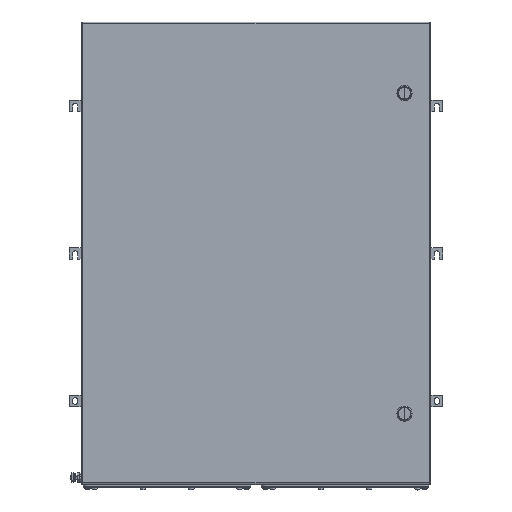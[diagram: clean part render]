
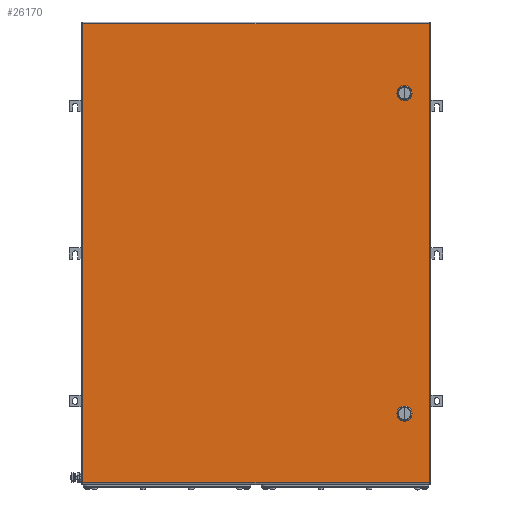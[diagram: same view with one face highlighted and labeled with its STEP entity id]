
A CAD part, top view. The second image highlights one B-rep face of the part: STEP entity #26170.
In plain terms, the highlighted planar face has unit normal (0, 0, 1).
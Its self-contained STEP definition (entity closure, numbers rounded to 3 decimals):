
#25984=AXIS2_PLACEMENT_3D('Circle Axis2P3D',#25982,#25983,$) ;
#26011=AXIS2_PLACEMENT_3D('Plane Axis2P3D',#26008,#26009,#26010) ;
#26056=AXIS2_PLACEMENT_3D('Circle Axis2P3D',#26054,#26055,$) ;
#26070=AXIS2_PLACEMENT_3D('Circle Axis2P3D',#26068,#26069,$) ;
#26084=AXIS2_PLACEMENT_3D('Circle Axis2P3D',#26082,#26083,$) ;
#26106=AXIS2_PLACEMENT_3D('Circle Axis2P3D',#26104,#26105,$) ;
#26122=AXIS2_PLACEMENT_3D('Circle Axis2P3D',#26120,#26121,$) ;
#26136=AXIS2_PLACEMENT_3D('Circle Axis2P3D',#26134,#26135,$) ;
#26150=AXIS2_PLACEMENT_3D('Circle Axis2P3D',#26148,#26149,$) ;
#25979=CARTESIAN_POINT('Vertex',(715.056,830.45,203.5)) ;
#25982=CARTESIAN_POINT('Axis2P3D Location',(710.,840.5,203.5)) ;
#25986=CARTESIAN_POINT('Vertex',(720.05,835.444,203.5)) ;
#26008=CARTESIAN_POINT('Axis2P3D Location',(395.5,501.,203.5)) ;
#26013=CARTESIAN_POINT('Line Origine',(395.5,987.5,203.5)) ;
#26017=CARTESIAN_POINT('Vertex',(762.,987.5,203.5)) ;
#26019=CARTESIAN_POINT('Vertex',(29.,987.5,203.5)) ;
#26022=CARTESIAN_POINT('Line Origine',(29.,501.,203.5)) ;
#26026=CARTESIAN_POINT('Vertex',(29.,14.5,203.5)) ;
#26029=CARTESIAN_POINT('Line Origine',(395.5,14.5,203.5)) ;
#26033=CARTESIAN_POINT('Vertex',(762.,14.5,203.5)) ;
#26036=CARTESIAN_POINT('Line Origine',(762.,501.,203.5)) ;
#26047=CARTESIAN_POINT('Line Origine',(710.,830.45,203.5)) ;
#26051=CARTESIAN_POINT('Vertex',(704.944,830.45,203.5)) ;
#26054=CARTESIAN_POINT('Axis2P3D Location',(710.,840.5,203.5)) ;
#26058=CARTESIAN_POINT('Vertex',(699.95,835.444,203.5)) ;
#26061=CARTESIAN_POINT('Line Origine',(699.95,840.5,203.5)) ;
#26065=CARTESIAN_POINT('Vertex',(699.95,845.556,203.5)) ;
#26068=CARTESIAN_POINT('Axis2P3D Location',(710.,840.5,203.5)) ;
#26072=CARTESIAN_POINT('Vertex',(704.944,850.55,203.5)) ;
#26075=CARTESIAN_POINT('Line Origine',(710.,850.55,203.5)) ;
#26079=CARTESIAN_POINT('Vertex',(715.056,850.55,203.5)) ;
#26082=CARTESIAN_POINT('Axis2P3D Location',(710.,840.5,203.5)) ;
#26086=CARTESIAN_POINT('Vertex',(720.05,845.556,203.5)) ;
#26089=CARTESIAN_POINT('Line Origine',(720.05,840.5,203.5)) ;
#26104=CARTESIAN_POINT('Axis2P3D Location',(710.,161.5,203.5)) ;
#26108=CARTESIAN_POINT('Vertex',(715.056,151.45,203.5)) ;
#26110=CARTESIAN_POINT('Vertex',(720.05,156.444,203.5)) ;
#26113=CARTESIAN_POINT('Line Origine',(710.,151.45,203.5)) ;
#26117=CARTESIAN_POINT('Vertex',(704.944,151.45,203.5)) ;
#26120=CARTESIAN_POINT('Axis2P3D Location',(710.,161.5,203.5)) ;
#26124=CARTESIAN_POINT('Vertex',(699.95,156.444,203.5)) ;
#26127=CARTESIAN_POINT('Line Origine',(699.95,161.5,203.5)) ;
#26131=CARTESIAN_POINT('Vertex',(699.95,166.556,203.5)) ;
#26134=CARTESIAN_POINT('Axis2P3D Location',(710.,161.5,203.5)) ;
#26138=CARTESIAN_POINT('Vertex',(704.944,171.55,203.5)) ;
#26141=CARTESIAN_POINT('Line Origine',(710.,171.55,203.5)) ;
#26145=CARTESIAN_POINT('Vertex',(715.056,171.55,203.5)) ;
#26148=CARTESIAN_POINT('Axis2P3D Location',(710.,161.5,203.5)) ;
#26152=CARTESIAN_POINT('Vertex',(720.05,166.556,203.5)) ;
#26155=CARTESIAN_POINT('Line Origine',(720.05,161.5,203.5)) ;
#25983=DIRECTION('Axis2P3D Direction',(0.,0.,1.)) ;
#26009=DIRECTION('Axis2P3D Direction',(0.,0.,1.)) ;
#26010=DIRECTION('Axis2P3D XDirection',(1.,0.,0.)) ;
#26014=DIRECTION('Vector Direction',(1.,0.,0.)) ;
#26023=DIRECTION('Vector Direction',(0.,-1.,0.)) ;
#26030=DIRECTION('Vector Direction',(1.,0.,0.)) ;
#26037=DIRECTION('Vector Direction',(0.,1.,0.)) ;
#26048=DIRECTION('Vector Direction',(1.,0.,0.)) ;
#26055=DIRECTION('Axis2P3D Direction',(0.,0.,1.)) ;
#26062=DIRECTION('Vector Direction',(0.,1.,0.)) ;
#26069=DIRECTION('Axis2P3D Direction',(0.,0.,1.)) ;
#26076=DIRECTION('Vector Direction',(1.,0.,0.)) ;
#26083=DIRECTION('Axis2P3D Direction',(0.,0.,1.)) ;
#26090=DIRECTION('Vector Direction',(0.,-1.,0.)) ;
#26105=DIRECTION('Axis2P3D Direction',(0.,0.,1.)) ;
#26114=DIRECTION('Vector Direction',(1.,0.,0.)) ;
#26121=DIRECTION('Axis2P3D Direction',(0.,0.,1.)) ;
#26128=DIRECTION('Vector Direction',(0.,1.,0.)) ;
#26135=DIRECTION('Axis2P3D Direction',(0.,0.,1.)) ;
#26142=DIRECTION('Vector Direction',(1.,0.,0.)) ;
#26149=DIRECTION('Axis2P3D Direction',(0.,0.,1.)) ;
#26156=DIRECTION('Vector Direction',(0.,-1.,0.)) ;
#26015=VECTOR('Line Direction',#26014,1.) ;
#26024=VECTOR('Line Direction',#26023,1.) ;
#26031=VECTOR('Line Direction',#26030,1.) ;
#26038=VECTOR('Line Direction',#26037,1.) ;
#26049=VECTOR('Line Direction',#26048,1.) ;
#26063=VECTOR('Line Direction',#26062,1.) ;
#26077=VECTOR('Line Direction',#26076,1.) ;
#26091=VECTOR('Line Direction',#26090,1.) ;
#26115=VECTOR('Line Direction',#26114,1.) ;
#26129=VECTOR('Line Direction',#26128,1.) ;
#26143=VECTOR('Line Direction',#26142,1.) ;
#26157=VECTOR('Line Direction',#26156,1.) ;
#26042=ORIENTED_EDGE('',*,*,#26021,.T.) ;
#26043=ORIENTED_EDGE('',*,*,#26028,.T.) ;
#26044=ORIENTED_EDGE('',*,*,#26035,.T.) ;
#26045=ORIENTED_EDGE('',*,*,#26040,.T.) ;
#26095=ORIENTED_EDGE('',*,*,#26053,.F.) ;
#26096=ORIENTED_EDGE('',*,*,#26060,.F.) ;
#26097=ORIENTED_EDGE('',*,*,#26067,.T.) ;
#26098=ORIENTED_EDGE('',*,*,#26074,.F.) ;
#26099=ORIENTED_EDGE('',*,*,#26081,.T.) ;
#26100=ORIENTED_EDGE('',*,*,#26088,.F.) ;
#26101=ORIENTED_EDGE('',*,*,#26093,.T.) ;
#26102=ORIENTED_EDGE('',*,*,#25988,.F.) ;
#26161=ORIENTED_EDGE('',*,*,#26112,.F.) ;
#26162=ORIENTED_EDGE('',*,*,#26119,.F.) ;
#26163=ORIENTED_EDGE('',*,*,#26126,.F.) ;
#26164=ORIENTED_EDGE('',*,*,#26133,.T.) ;
#26165=ORIENTED_EDGE('',*,*,#26140,.F.) ;
#26166=ORIENTED_EDGE('',*,*,#26147,.T.) ;
#26167=ORIENTED_EDGE('',*,*,#26154,.F.) ;
#26168=ORIENTED_EDGE('',*,*,#26159,.T.) ;
#26103=FACE_BOUND('',#26094,.T.) ;
#26169=FACE_BOUND('',#26160,.T.) ;
#26170=ADVANCED_FACE('1201010000.2\\ZUB_KTB_QL_987420_1GP_AllCATPart.2\\ZUB_DE_KTB_QL.1\\DE_KTB_MH_PART_MASTER.1\\Koerper.2',(#26046,#26103,#26169),#26012,.T.) ;
#25985=CIRCLE('generated circle',#25984,11.25) ;
#26057=CIRCLE('generated circle',#26056,11.25) ;
#26071=CIRCLE('generated circle',#26070,11.25) ;
#26085=CIRCLE('generated circle',#26084,11.25) ;
#26107=CIRCLE('generated circle',#26106,11.25) ;
#26123=CIRCLE('generated circle',#26122,11.25) ;
#26137=CIRCLE('generated circle',#26136,11.25) ;
#26151=CIRCLE('generated circle',#26150,11.25) ;
#25988=EDGE_CURVE('',#25980,#25987,#25985,.T.) ;
#26021=EDGE_CURVE('',#26018,#26020,#26016,.F.) ;
#26028=EDGE_CURVE('',#26020,#26027,#26025,.T.) ;
#26035=EDGE_CURVE('',#26027,#26034,#26032,.T.) ;
#26040=EDGE_CURVE('',#26034,#26018,#26039,.T.) ;
#26053=EDGE_CURVE('',#26052,#25980,#26050,.T.) ;
#26060=EDGE_CURVE('',#26059,#26052,#26057,.T.) ;
#26067=EDGE_CURVE('',#26059,#26066,#26064,.T.) ;
#26074=EDGE_CURVE('',#26073,#26066,#26071,.T.) ;
#26081=EDGE_CURVE('',#26073,#26080,#26078,.T.) ;
#26088=EDGE_CURVE('',#26087,#26080,#26085,.T.) ;
#26093=EDGE_CURVE('',#26087,#25987,#26092,.T.) ;
#26112=EDGE_CURVE('',#26109,#26111,#26107,.T.) ;
#26119=EDGE_CURVE('',#26118,#26109,#26116,.T.) ;
#26126=EDGE_CURVE('',#26125,#26118,#26123,.T.) ;
#26133=EDGE_CURVE('',#26125,#26132,#26130,.T.) ;
#26140=EDGE_CURVE('',#26139,#26132,#26137,.T.) ;
#26147=EDGE_CURVE('',#26139,#26146,#26144,.T.) ;
#26154=EDGE_CURVE('',#26153,#26146,#26151,.T.) ;
#26159=EDGE_CURVE('',#26153,#26111,#26158,.T.) ;
#26041=EDGE_LOOP('',(#26042,#26043,#26044,#26045)) ;
#26094=EDGE_LOOP('',(#26095,#26096,#26097,#26098,#26099,#26100,#26101,#26102)) ;
#26160=EDGE_LOOP('',(#26161,#26162,#26163,#26164,#26165,#26166,#26167,#26168)) ;
#26046=FACE_OUTER_BOUND('',#26041,.T.) ;
#26016=LINE('Line',#26013,#26015) ;
#26025=LINE('Line',#26022,#26024) ;
#26032=LINE('Line',#26029,#26031) ;
#26039=LINE('Line',#26036,#26038) ;
#26050=LINE('Line',#26047,#26049) ;
#26064=LINE('Line',#26061,#26063) ;
#26078=LINE('Line',#26075,#26077) ;
#26092=LINE('Line',#26089,#26091) ;
#26116=LINE('Line',#26113,#26115) ;
#26130=LINE('Line',#26127,#26129) ;
#26144=LINE('Line',#26141,#26143) ;
#26158=LINE('Line',#26155,#26157) ;
#26012=PLANE('',#26011) ;
#25980=VERTEX_POINT('',#25979) ;
#25987=VERTEX_POINT('',#25986) ;
#26018=VERTEX_POINT('',#26017) ;
#26020=VERTEX_POINT('',#26019) ;
#26027=VERTEX_POINT('',#26026) ;
#26034=VERTEX_POINT('',#26033) ;
#26052=VERTEX_POINT('',#26051) ;
#26059=VERTEX_POINT('',#26058) ;
#26066=VERTEX_POINT('',#26065) ;
#26073=VERTEX_POINT('',#26072) ;
#26080=VERTEX_POINT('',#26079) ;
#26087=VERTEX_POINT('',#26086) ;
#26109=VERTEX_POINT('',#26108) ;
#26111=VERTEX_POINT('',#26110) ;
#26118=VERTEX_POINT('',#26117) ;
#26125=VERTEX_POINT('',#26124) ;
#26132=VERTEX_POINT('',#26131) ;
#26139=VERTEX_POINT('',#26138) ;
#26146=VERTEX_POINT('',#26145) ;
#26153=VERTEX_POINT('',#26152) ;
